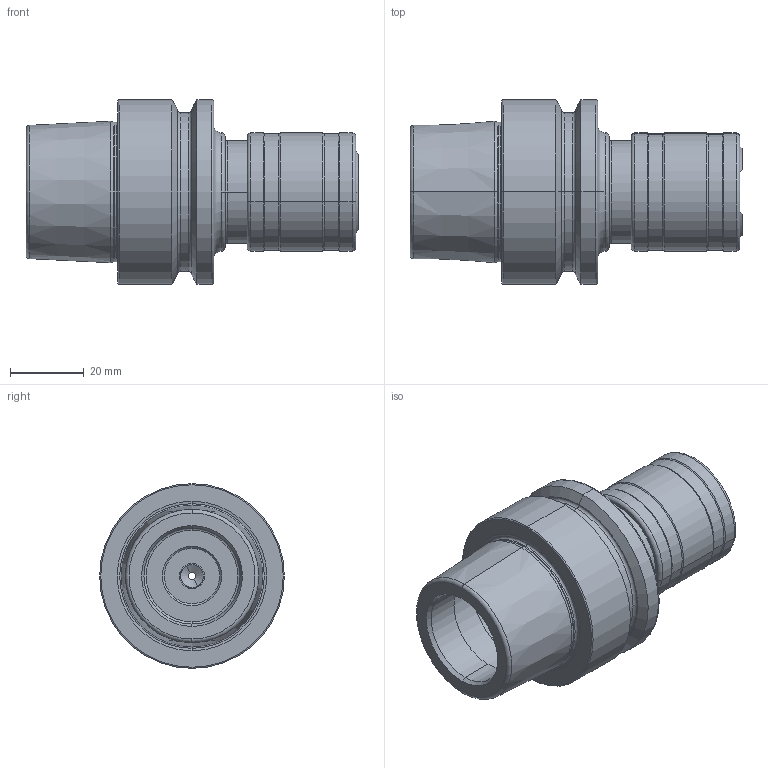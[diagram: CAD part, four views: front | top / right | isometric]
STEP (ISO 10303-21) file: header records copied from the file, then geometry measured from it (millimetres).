
FILE_DESCRIPTION (( 'STEP AP214' ), '1' );
FILE_NAME ('HE5.Go1.K01.065.STEP', '2011-10-06T10:54:18', ( 'SwiAdmin' ), ( '' ), 'SwSTEP 2.0', 'SolidWorks 2011', '' );
FILE_SCHEMA (( 'AUTOMOTIVE_DESIGN' ));
Length unit declared in the file: millimetre
Products named in the file (10): Feder gross Go1_vorgespannt; Feder klein Go1_gespannt; Federring aussen Go1_gespannt; Federring innen Go1_gespannt; Hülse Go1; Kugel Go1; Einbausatz Go1_gespannt; Boden Go1; HE5.Go1.K01.065; HE5-Go1.K01.065_A_Fertigbearbeitung
Assembly tree (11 placements, depth 3):
  HE5.Go1.K01.065
    HE5-Go1.K01.065_A_Fertigbearbeitung
    Einbausatz Go1_gespannt
      Feder gross Go1_vorgespannt
      Hülse Go1
      Feder klein Go1_gespannt
      Federring aussen Go1_gespannt
      Boden Go1
      Kugel Go1  x3
      Federring innen Go1_gespannt
Bounding box: 89.9 x 50 x 50 mm (x, y, z)
Volume: 71717.9 mm3; surface area: 29911.7 mm2
Topology: 10 solids, 10 shells, 298 faces, 688 edges, 405 vertices
Faces by surface type: cylinder 97, torus 78, cone 57, plane 51, bspline 9, sphere 6
Entity records: 16185 total; most frequent: CARTESIAN_POINT 8754, DIRECTION 1508, ORIENTED_EDGE 1306, AXIS2_PLACEMENT_3D 667, EDGE_CURVE 653, VERTEX_POINT 384, CIRCLE 367, EDGE_LOOP 321
